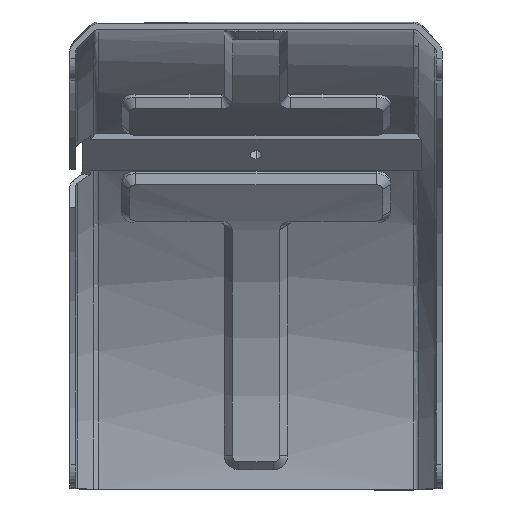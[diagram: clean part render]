
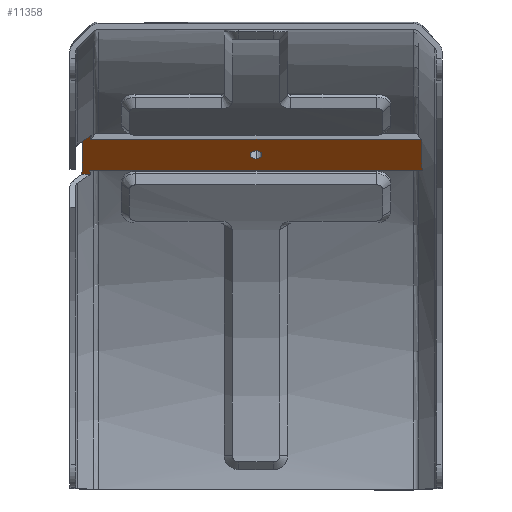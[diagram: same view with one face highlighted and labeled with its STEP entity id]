
A CAD part, front view. The second image highlights one B-rep face of the part: STEP entity #11358.
In plain terms, the highlighted face is planar.
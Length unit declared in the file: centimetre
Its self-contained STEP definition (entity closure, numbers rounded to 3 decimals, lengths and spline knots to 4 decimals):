
#96 = CARTESIAN_POINT ( 'NONE',  ( -52.07, 53.7633, 33.676 ) ) ;
#358 = CARTESIAN_POINT ( 'NONE',  ( -70.1167, 55.8916, 35.8043 ) ) ;
#868 = VECTOR ( 'NONE', #23781, 100. ) ;
#1034 = CARTESIAN_POINT ( 'NONE',  ( -33.058, 52.084, 31.9967 ) ) ;
#1813 = EDGE_CURVE ( 'NONE', #16965, #6990, #15426, .T. ) ;
#2164 = DIRECTION ( 'NONE',  ( 0., 0.707, 0.707 ) ) ;
#2796 = VECTOR ( 'NONE', #17513, 100. ) ;
#3027 = ORIENTED_EDGE ( 'NONE', *, *, #27018, .T. ) ;
#3185 = CARTESIAN_POINT ( 'NONE',  ( -70.1167, 55.8916, 35.8043 ) ) ;
#3357 = CARTESIAN_POINT ( 'NONE',  ( -33.9322, 52.533, 32.4457 ) ) ;
#4123 = CARTESIAN_POINT ( 'NONE',  ( -34.0715, 56.3407, 36.2533 ) ) ;
#4328 = CARTESIAN_POINT ( 'NONE',  ( -70.2261, 54.7732, 34.6858 ) ) ;
#5217 = AXIS2_PLACEMENT_3D ( 'NONE', #8880, #29650, #2164 ) ;
#5326 = CARTESIAN_POINT ( 'NONE',  ( -52.07, 54.2123, 34.125 ) ) ;
#5364 = CARTESIAN_POINT ( 'NONE',  ( -52.07, 54.2123, 34.125 ) ) ;
#5534 = VERTEX_POINT ( 'NONE', #96 ) ;
#5644 = CARTESIAN_POINT ( 'NONE',  ( -33.9387, 52.3833, 32.296 ) ) ;
#6067 = CARTESIAN_POINT ( 'NONE',  ( -33.058, 52.084, 31.9967 ) ) ;
#6254 = EDGE_LOOP ( 'NONE', ( #22368, #3027, #13849, #25276, #27942, #9104, #14232, #25651 ) ) ;
#6256 = CARTESIAN_POINT ( 'NONE',  ( -34.038, 56.0414, 35.954 ) ) ;
#6990 = VERTEX_POINT ( 'NONE', #3185 ) ;
#7137 = CARTESIAN_POINT ( 'NONE',  ( -43.815, 52.084, 31.9967 ) ) ;
#7207 = CIRCLE ( 'NONE', #13522, 0.635 ) ;
#7654 = DIRECTION ( 'NONE',  ( 0., -0.707, -0.707 ) ) ;
#7916 = DIRECTION ( 'NONE',  ( 0., -0.707, 0.707 ) ) ;
#7933 = CARTESIAN_POINT ( 'NONE',  ( -33.9467, 52.2336, 32.1463 ) ) ;
#7967 = VERTEX_POINT ( 'NONE', #14100 ) ;
#8656 = CARTESIAN_POINT ( 'NONE',  ( -33.0123, 54.2137, 34.1264 ) ) ;
#8811 = CARTESIAN_POINT ( 'NONE',  ( -33.1735, 56.3407, 36.2533 ) ) ;
#8880 = CARTESIAN_POINT ( 'NONE',  ( -43.815, 54.2123, 34.125 ) ) ;
#9013 = VERTEX_POINT ( 'NONE', #10745 ) ;
#9028 = FACE_BOUND ( 'NONE', #21070, .T. ) ;
#9104 = ORIENTED_EDGE ( 'NONE', *, *, #21077, .T. ) ;
#9574 = LINE ( 'NONE', #7137, #868 ) ;
#10224 = CARTESIAN_POINT ( 'NONE',  ( -33.956, 52.084, 31.9967 ) ) ;
#10339 = VERTEX_POINT ( 'NONE', #27056 ) ;
#10745 = CARTESIAN_POINT ( 'NONE',  ( -33.1735, 56.3407, 36.2533 ) ) ;
#11154 = EDGE_CURVE ( 'NONE', #16965, #19150, #29276, .T. ) ;
#11358 = ADVANCED_FACE ( 'NONE', ( #20634, #9028 ), #27661, .T. ) ;
#11879 = EDGE_CURVE ( 'NONE', #7967, #12240, #9574, .T. ) ;
#11945 = CARTESIAN_POINT ( 'NONE',  ( -70.2568, 53.6536, 33.5663 ) ) ;
#12240 = VERTEX_POINT ( 'NONE', #1034 ) ;
#12285 = VERTEX_POINT ( 'NONE', #28818 ) ;
#12774 = CARTESIAN_POINT ( 'NONE',  ( -43.815, 56.3407, 36.2533 ) ) ;
#13522 = AXIS2_PLACEMENT_3D ( 'NONE', #5326, #7916, #17226 ) ;
#13761 = EDGE_CURVE ( 'NONE', #10339, #9013, #24687, .T. ) ;
#13763 = EDGE_CURVE ( 'NONE', #6990, #12285, #28969, .T. ) ;
#13849 = ORIENTED_EDGE ( 'NONE', *, *, #13761, .T. ) ;
#13921 = CARTESIAN_POINT ( 'NONE',  ( -70.2078, 52.533, 32.4457 ) ) ;
#14100 = CARTESIAN_POINT ( 'NONE',  ( -33.956, 52.084, 31.9967 ) ) ;
#14232 = ORIENTED_EDGE ( 'NONE', *, *, #11154, .F. ) ;
#15426 = B_SPLINE_CURVE_WITH_KNOTS ( 'NONE', 3,
 ( #13921, #11945, #4328, #358 ),
 .UNSPECIFIED., .F., .F.,
 ( 4, 4 ),
 ( 0., 0.0475 ),
 .UNSPECIFIED. ) ;
#15443 = VECTOR ( 'NONE', #17081, 100. ) ;
#15721 = CARTESIAN_POINT ( 'NONE',  ( -34.0233, 55.8916, 35.8043 ) ) ;
#15980 = CARTESIAN_POINT ( 'NONE',  ( -33.0358, 52.4385, 32.3511 ) ) ;
#16180 = EDGE_CURVE ( 'NONE', #5534, #30004, #7207, .T. ) ;
#16356 = EDGE_CURVE ( 'NONE', #9013, #12240, #21384, .T. ) ;
#16867 = CARTESIAN_POINT ( 'NONE',  ( -33.9322, 52.533, 32.4457 ) ) ;
#16965 = VERTEX_POINT ( 'NONE', #27924 ) ;
#17081 = DIRECTION ( 'NONE',  ( 1., 0., 0. ) ) ;
#17226 = DIRECTION ( 'NONE',  ( 0., -0.707, -0.707 ) ) ;
#17513 = DIRECTION ( 'NONE',  ( 1., 0., 0. ) ) ;
#18119 = CARTESIAN_POINT ( 'NONE',  ( -33.1322, 55.987, 35.8997 ) ) ;
#18427 = AXIS2_PLACEMENT_3D ( 'NONE', #5364, #23685, #7654 ) ;
#19150 = VERTEX_POINT ( 'NONE', #16867 ) ;
#19346 = ORIENTED_EDGE ( 'NONE', *, *, #16180, .T. ) ;
#19358 = B_SPLINE_CURVE_WITH_KNOTS ( 'NONE', 3,
 ( #10224, #7933, #5644, #3357 ),
 .UNSPECIFIED., .F., .F.,
 ( 4, 4 ),
 ( 0., 0.0064 ),
 .UNSPECIFIED. ) ;
#20567 = CARTESIAN_POINT ( 'NONE',  ( -33.0089, 53.5039, 33.4166 ) ) ;
#20634 = FACE_OUTER_BOUND ( 'NONE', #6254, .T. ) ;
#21070 = EDGE_LOOP ( 'NONE', ( #19346, #28437 ) ) ;
#21077 = EDGE_CURVE ( 'NONE', #7967, #19150, #19358, .T. ) ;
#21384 = B_SPLINE_CURVE_WITH_KNOTS ( 'NONE', 3,
 ( #8811, #18119, #25144, #22857, #8656, #20567, #22703, #15980, #6067 ),
 .UNSPECIFIED., .F., .F.,
 ( 4, 2, 1, 2, 4 ),
 ( -0.0064, 0.0087, 0.0237, 0.0388, 0.0539 ),
 .UNSPECIFIED. ) ;
#21615 = EDGE_CURVE ( 'NONE', #30004, #5534, #28179, .T. ) ;
#22368 = ORIENTED_EDGE ( 'NONE', *, *, #13763, .T. ) ;
#22394 = CARTESIAN_POINT ( 'NONE',  ( -43.815, 55.8916, 35.8043 ) ) ;
#22703 = CARTESIAN_POINT ( 'NONE',  ( -33.0215, 52.7939, 32.7065 ) ) ;
#22857 = CARTESIAN_POINT ( 'NONE',  ( -33.0476, 54.9231, 34.8358 ) ) ;
#23273 = VECTOR ( 'NONE', #26832, 100. ) ;
#23685 = DIRECTION ( 'NONE',  ( 0., -0.707, 0.707 ) ) ;
#23781 = DIRECTION ( 'NONE',  ( 1., 0., 0. ) ) ;
#24407 = CARTESIAN_POINT ( 'NONE',  ( -43.815, 52.533, 32.4457 ) ) ;
#24687 = LINE ( 'NONE', #12774, #2796 ) ;
#25037 = CARTESIAN_POINT ( 'NONE',  ( -34.0541, 56.1911, 36.1037 ) ) ;
#25144 = CARTESIAN_POINT ( 'NONE',  ( -33.0987, 55.6323, 35.5449 ) ) ;
#25276 = ORIENTED_EDGE ( 'NONE', *, *, #16356, .T. ) ;
#25430 = B_SPLINE_CURVE_WITH_KNOTS ( 'NONE', 3,
 ( #15721, #6256, #25037, #4123 ),
 .UNSPECIFIED., .F., .F.,
 ( 4, 4 ),
 ( 0., 0.0064 ),
 .UNSPECIFIED. ) ;
#25651 = ORIENTED_EDGE ( 'NONE', *, *, #1813, .T. ) ;
#26832 = DIRECTION ( 'NONE',  ( 1., 0., 0. ) ) ;
#27018 = EDGE_CURVE ( 'NONE', #12285, #10339, #25430, .T. ) ;
#27056 = CARTESIAN_POINT ( 'NONE',  ( -34.0715, 56.3407, 36.2533 ) ) ;
#27422 = CARTESIAN_POINT ( 'NONE',  ( -52.07, 54.6613, 34.574 ) ) ;
#27661 = PLANE ( 'NONE',  #5217 ) ;
#27924 = CARTESIAN_POINT ( 'NONE',  ( -70.2078, 52.533, 32.4457 ) ) ;
#27942 = ORIENTED_EDGE ( 'NONE', *, *, #11879, .F. ) ;
#28179 = CIRCLE ( 'NONE', #18427, 0.635 ) ;
#28437 = ORIENTED_EDGE ( 'NONE', *, *, #21615, .T. ) ;
#28818 = CARTESIAN_POINT ( 'NONE',  ( -34.0233, 55.8916, 35.8043 ) ) ;
#28969 = LINE ( 'NONE', #22394, #23273 ) ;
#29276 = LINE ( 'NONE', #24407, #15443 ) ;
#29650 = DIRECTION ( 'NONE',  ( 0., 0.707, -0.707 ) ) ;
#30004 = VERTEX_POINT ( 'NONE', #27422 ) ;
